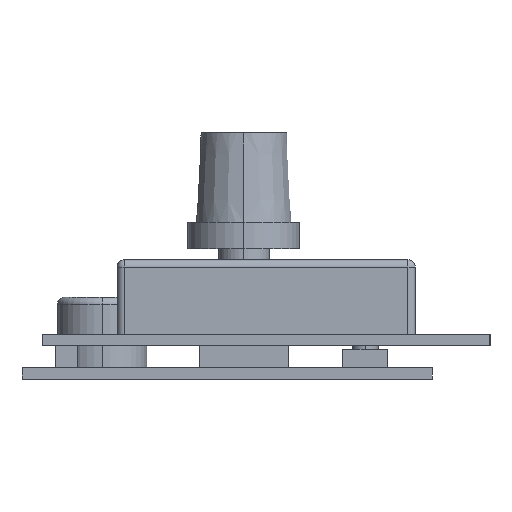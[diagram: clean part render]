
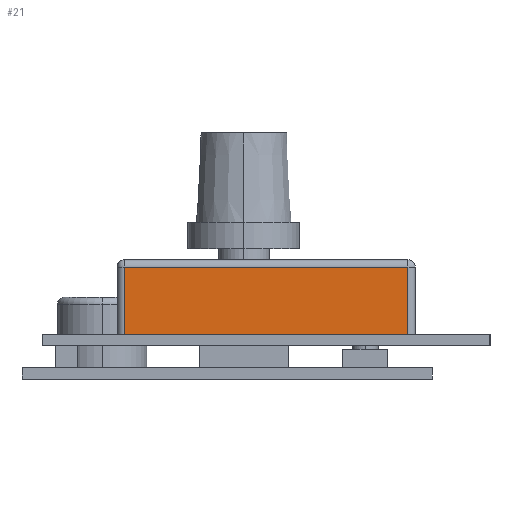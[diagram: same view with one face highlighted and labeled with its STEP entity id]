
A CAD part, left-side view. The second image highlights one B-rep face of the part: STEP entity #21.
In plain terms, the highlighted planar face has unit normal (-1, 0, 0).
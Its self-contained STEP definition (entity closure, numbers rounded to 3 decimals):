
#21 = ADVANCED_FACE ( 'NONE', ( #3658 ), #446, .F. ) ;
#139 = CARTESIAN_POINT ( 'NONE',  ( -61.4, -24.25, 16. ) ) ;
#170 = ORIENTED_EDGE ( 'NONE', *, *, #3656, .T. ) ;
#297 = VECTOR ( 'NONE', #928, 1000. ) ;
#446 = PLANE ( 'NONE',  #1006 ) ;
#620 = LINE ( 'NONE', #1445, #663 ) ;
#663 = VECTOR ( 'NONE', #907, 1000. ) ;
#724 = VECTOR ( 'NONE', #3167, 1000. ) ;
#889 = VERTEX_POINT ( 'NONE', #967 ) ;
#907 = DIRECTION ( 'NONE',  ( 0., -1., 0. ) ) ;
#928 = DIRECTION ( 'NONE',  ( 0., 0., -1. ) ) ;
#967 = CARTESIAN_POINT ( 'NONE',  ( -61.4, 13.75, 6. ) ) ;
#1006 = AXIS2_PLACEMENT_3D ( 'NONE', #2796, #2492, #2861 ) ;
#1149 = EDGE_LOOP ( 'NONE', ( #1268, #3692, #170, #3702 ) ) ;
#1214 = VECTOR ( 'NONE', #1293, 1000. ) ;
#1268 = ORIENTED_EDGE ( 'NONE', *, *, #3684, .T. ) ;
#1293 = DIRECTION ( 'NONE',  ( 0., 0., 1. ) ) ;
#1445 = CARTESIAN_POINT ( 'NONE',  ( -61.4, 14.75, 6. ) ) ;
#1958 = EDGE_CURVE ( 'NONE', #3593, #2448, #2478, .T. ) ;
#2168 = LINE ( 'NONE', #3571, #297 ) ;
#2205 = CARTESIAN_POINT ( 'NONE',  ( -61.4, -24.25, 6. ) ) ;
#2446 = CARTESIAN_POINT ( 'NONE',  ( -61.4, 13.75, 15. ) ) ;
#2448 = VERTEX_POINT ( 'NONE', #2726 ) ;
#2478 = LINE ( 'NONE', #139, #1214 ) ;
#2492 = DIRECTION ( 'NONE',  ( 1., 0., 0. ) ) ;
#2726 = CARTESIAN_POINT ( 'NONE',  ( -61.4, -24.25, 15. ) ) ;
#2796 = CARTESIAN_POINT ( 'NONE',  ( -61.4, 14.75, 16. ) ) ;
#2837 = CARTESIAN_POINT ( 'NONE',  ( -61.4, 14.75, 15. ) ) ;
#2861 = DIRECTION ( 'NONE',  ( 0., 1., 0. ) ) ;
#3167 = DIRECTION ( 'NONE',  ( 0., 1., 0. ) ) ;
#3180 = LINE ( 'NONE', #2837, #724 ) ;
#3224 = VERTEX_POINT ( 'NONE', #2446 ) ;
#3400 = EDGE_CURVE ( 'NONE', #3224, #889, #2168, .T. ) ;
#3571 = CARTESIAN_POINT ( 'NONE',  ( -61.4, 13.75, 16. ) ) ;
#3593 = VERTEX_POINT ( 'NONE', #2205 ) ;
#3656 = EDGE_CURVE ( 'NONE', #2448, #3224, #3180, .T. ) ;
#3658 = FACE_OUTER_BOUND ( 'NONE', #1149, .T. ) ;
#3684 = EDGE_CURVE ( 'NONE', #889, #3593, #620, .T. ) ;
#3692 = ORIENTED_EDGE ( 'NONE', *, *, #1958, .T. ) ;
#3702 = ORIENTED_EDGE ( 'NONE', *, *, #3400, .T. ) ;
